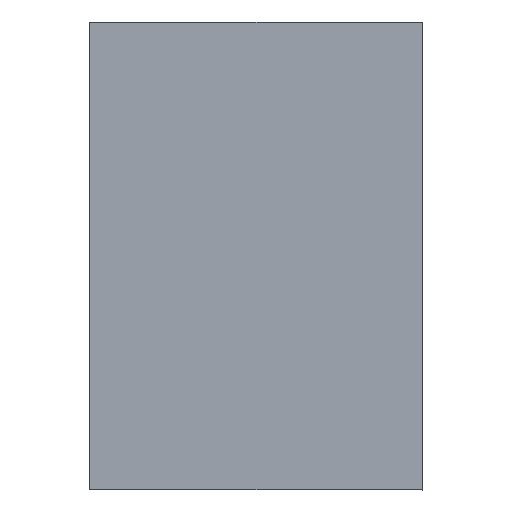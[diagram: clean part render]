
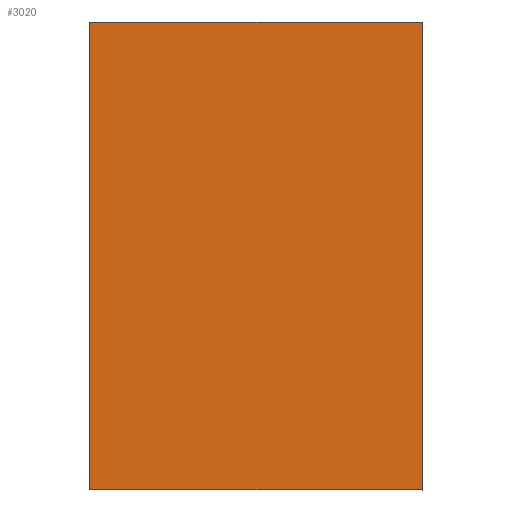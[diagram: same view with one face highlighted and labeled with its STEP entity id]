
A CAD part, top view. The second image highlights one B-rep face of the part: STEP entity #3020.
In plain terms, the highlighted planar face has unit normal (0, 0, 1).
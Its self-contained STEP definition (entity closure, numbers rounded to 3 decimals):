
#626=FACE_OUTER_BOUND('',#776,.T.);
#776=EDGE_LOOP('',(#2827,#2828,#2829,#2830));
#853=LINE('',#11685,#971);
#891=LINE('',#13403,#1009);
#892=LINE('',#13406,#1010);
#894=LINE('',#13409,#1012);
#971=VECTOR('',#3513,10.);
#1009=VECTOR('',#3603,10.);
#1010=VECTOR('',#3606,10.);
#1012=VECTOR('',#3610,10.);
#1342=VERTEX_POINT('',#11669);
#1346=VERTEX_POINT('',#11683);
#1371=VERTEX_POINT('',#13401);
#1372=VERTEX_POINT('',#13405);
#1802=EDGE_CURVE('',#1342,#1346,#853,.T.);
#1855=EDGE_CURVE('',#1346,#1371,#891,.T.);
#1856=EDGE_CURVE('',#1372,#1342,#892,.T.);
#1858=EDGE_CURVE('',#1371,#1372,#894,.T.);
#2827=ORIENTED_EDGE('',*,*,#1802,.T.);
#2828=ORIENTED_EDGE('',*,*,#1855,.T.);
#2829=ORIENTED_EDGE('',*,*,#1858,.T.);
#2830=ORIENTED_EDGE('',*,*,#1856,.T.);
#2882=PLANE('',#3186);
#3020=ADVANCED_FACE('',(#626),#2882,.T.);
#3186=AXIS2_PLACEMENT_3D('',#13410,#3611,#3612);
#3513=DIRECTION('',(0.,1.,0.));
#3603=DIRECTION('',(-1.,0.,0.));
#3606=DIRECTION('',(1.,0.,0.));
#3610=DIRECTION('',(0.,-1.,0.));
#3611=DIRECTION('center_axis',(0.,0.,1.));
#3612=DIRECTION('ref_axis',(1.,0.,0.));
#11669=CARTESIAN_POINT('',(-17.933,-42.211,-16.138));
#11683=CARTESIAN_POINT('',(-17.933,42.097,-16.138));
#11685=CARTESIAN_POINT('',(-17.933,-42.211,-16.138));
#13401=CARTESIAN_POINT('',(-77.933,42.097,-16.138));
#13403=CARTESIAN_POINT('',(-17.933,42.097,-16.138));
#13405=CARTESIAN_POINT('',(-77.933,-42.211,-16.138));
#13406=CARTESIAN_POINT('',(-77.933,-42.211,-16.138));
#13409=CARTESIAN_POINT('',(-77.933,42.097,-16.138));
#13410=CARTESIAN_POINT('Origin',(-47.933,-0.057,
-16.138));
